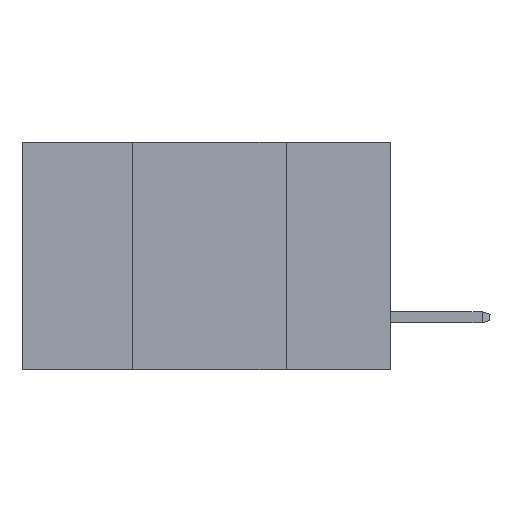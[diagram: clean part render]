
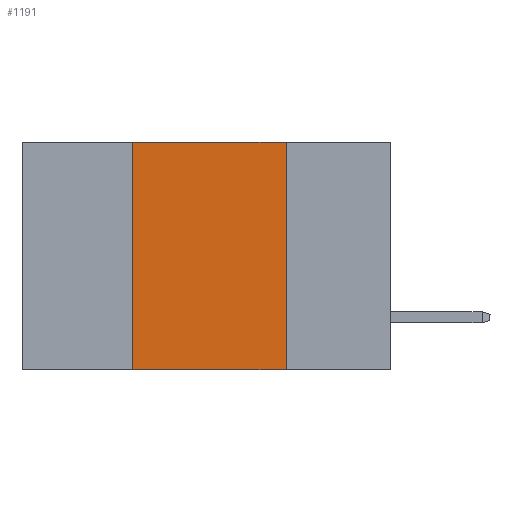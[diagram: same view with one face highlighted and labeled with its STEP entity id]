
A CAD part, left-side view. The second image highlights one B-rep face of the part: STEP entity #1191.
In plain terms, the highlighted planar face has unit normal (-1, 0, 0).
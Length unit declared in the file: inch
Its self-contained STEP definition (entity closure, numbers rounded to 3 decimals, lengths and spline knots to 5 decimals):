
#1191 = ADVANCED_FACE ( 'NONE', ( #1878 ), #16174, .F. ) ;
#1198 = VECTOR ( 'NONE', #16093, 39.37008 ) ;
#1878 = FACE_OUTER_BOUND ( 'NONE', #13430, .T. ) ;
#1952 = LINE ( 'NONE', #4332, #9435 ) ;
#3165 = ORIENTED_EDGE ( 'NONE', *, *, #18674, .F. ) ;
#3238 = VERTEX_POINT ( 'NONE', #19747 ) ;
#4198 = EDGE_CURVE ( 'NONE', #20514, #20531, #9801, .T. ) ;
#4332 = CARTESIAN_POINT ( 'NONE',  ( 0., 0.6, -0.37 ) ) ;
#4709 = LINE ( 'NONE', #15765, #5530 ) ;
#5530 = VECTOR ( 'NONE', #19943, 39.37008 ) ;
#8820 = LINE ( 'NONE', #19705, #18660 ) ;
#8909 = CARTESIAN_POINT ( 'NONE',  ( 0., 0.6, 0. ) ) ;
#8938 = DIRECTION ( 'NONE',  ( 0., 0., 1. ) ) ;
#9210 = CARTESIAN_POINT ( 'NONE',  ( 0., 0.42, -0.37 ) ) ;
#9435 = VECTOR ( 'NONE', #22381, 39.37008 ) ;
#9777 = ORIENTED_EDGE ( 'NONE', *, *, #4198, .F. ) ;
#9801 = LINE ( 'NONE', #12245, #1198 ) ;
#10358 = CARTESIAN_POINT ( 'NONE',  ( 0., 0.17, 0. ) ) ;
#12014 = ORIENTED_EDGE ( 'NONE', *, *, #20551, .F. ) ;
#12245 = CARTESIAN_POINT ( 'NONE',  ( 0., 0.17, 0. ) ) ;
#12569 = DIRECTION ( 'NONE',  ( 1., 0., 0. ) ) ;
#13430 = EDGE_LOOP ( 'NONE', ( #9777, #3165, #12014, #18876 ) ) ;
#14478 = VERTEX_POINT ( 'NONE', #9210 ) ;
#15765 = CARTESIAN_POINT ( 'NONE',  ( 0., 0.6, 0. ) ) ;
#16093 = DIRECTION ( 'NONE',  ( 0., 0., -1. ) ) ;
#16174 = PLANE ( 'NONE',  #23017 ) ;
#18660 = VECTOR ( 'NONE', #8938, 39.37008 ) ;
#18674 = EDGE_CURVE ( 'NONE', #3238, #20514, #4709, .T. ) ;
#18876 = ORIENTED_EDGE ( 'NONE', *, *, #19139, .T. ) ;
#19139 = EDGE_CURVE ( 'NONE', #14478, #20531, #1952, .T. ) ;
#19705 = CARTESIAN_POINT ( 'NONE',  ( 0., 0.42, 0. ) ) ;
#19747 = CARTESIAN_POINT ( 'NONE',  ( 0., 0.42, 0. ) ) ;
#19749 = DIRECTION ( 'NONE',  ( 0., 0., -1. ) ) ;
#19943 = DIRECTION ( 'NONE',  ( 0., -1., 0. ) ) ;
#20514 = VERTEX_POINT ( 'NONE', #10358 ) ;
#20531 = VERTEX_POINT ( 'NONE', #21572 ) ;
#20551 = EDGE_CURVE ( 'NONE', #14478, #3238, #8820, .T. ) ;
#21572 = CARTESIAN_POINT ( 'NONE',  ( 0., 0.17, -0.37 ) ) ;
#22381 = DIRECTION ( 'NONE',  ( 0., -1., 0. ) ) ;
#23017 = AXIS2_PLACEMENT_3D ( 'NONE', #8909, #12569, #19749 ) ;
